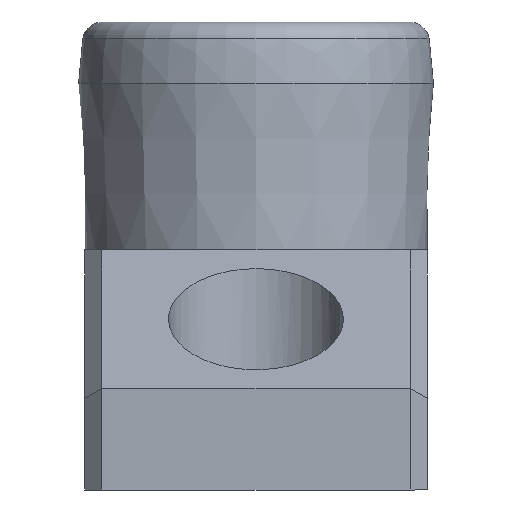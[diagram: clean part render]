
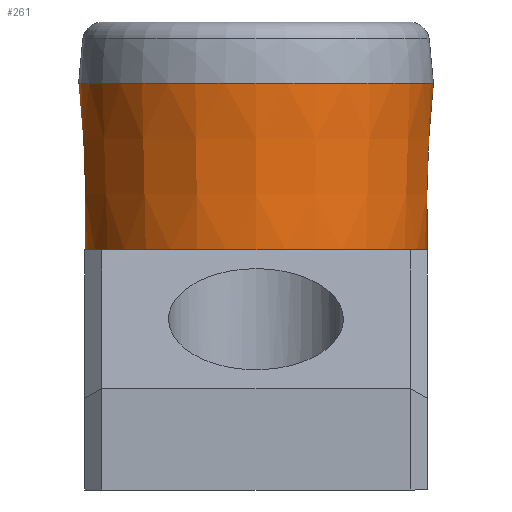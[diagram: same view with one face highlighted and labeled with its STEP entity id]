
A CAD part, left-side view. The second image highlights one B-rep face of the part: STEP entity #261.
In plain terms, the highlighted conical face has half-angle 2.031 degrees and reference radius 10.344 mm.
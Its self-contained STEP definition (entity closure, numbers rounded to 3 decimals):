
#24 = VERTEX_POINT('',#25);
#25 = CARTESIAN_POINT('',(0.,10.,14.));
#40 = VERTEX_POINT('',#41);
#41 = CARTESIAN_POINT('',(-10.,0.,14.));
#47 = EDGE_CURVE('',#40,#24,#48,.T.);
#48 = CIRCLE('',#49,10.);
#49 = AXIS2_PLACEMENT_3D('',#50,#51,#52);
#50 = CARTESIAN_POINT('',(0.,0.,14.));
#51 = DIRECTION('',(0.,0.,-1.));
#52 = DIRECTION('',(1.,0.,0.));
#261 = ADVANCED_FACE('',(#262),#306,.T.);
#262 = FACE_BOUND('',#263,.T.);
#263 = EDGE_LOOP('',(#264,#274,#281,#282,#289,#290,#299));
#264 = ORIENTED_EDGE('',*,*,#265,.F.);
#265 = EDGE_CURVE('',#266,#268,#270,.T.);
#266 = VERTEX_POINT('',#267);
#267 = CARTESIAN_POINT('',(10.344,0.,
    23.711));
#268 = VERTEX_POINT('',#269);
#269 = CARTESIAN_POINT('',(10.,0.,14.));
#270 = LINE('',#271,#272);
#271 = CARTESIAN_POINT('',(10.344,0.,
    23.711));
#272 = VECTOR('',#273,1.);
#273 = DIRECTION('',(-0.035,0.,
    -0.999));
#274 = ORIENTED_EDGE('',*,*,#275,.T.);
#275 = EDGE_CURVE('',#266,#266,#276,.T.);
#276 = CIRCLE('',#277,10.344);
#277 = AXIS2_PLACEMENT_3D('',#278,#279,#280);
#278 = CARTESIAN_POINT('',(0.,0.,23.711));
#279 = DIRECTION('',(0.,0.,-1.));
#280 = DIRECTION('',(1.,0.,0.));
#281 = ORIENTED_EDGE('',*,*,#265,.T.);
#282 = ORIENTED_EDGE('',*,*,#283,.F.);
#283 = EDGE_CURVE('',#24,#268,#284,.T.);
#284 = CIRCLE('',#285,10.);
#285 = AXIS2_PLACEMENT_3D('',#286,#287,#288);
#286 = CARTESIAN_POINT('',(0.,0.,14.));
#287 = DIRECTION('',(0.,0.,-1.));
#288 = DIRECTION('',(1.,0.,0.));
#289 = ORIENTED_EDGE('',*,*,#47,.F.);
#290 = ORIENTED_EDGE('',*,*,#291,.F.);
#291 = EDGE_CURVE('',#292,#40,#294,.T.);
#292 = VERTEX_POINT('',#293);
#293 = CARTESIAN_POINT('',(0.,-10.,14.));
#294 = CIRCLE('',#295,10.);
#295 = AXIS2_PLACEMENT_3D('',#296,#297,#298);
#296 = CARTESIAN_POINT('',(0.,0.,14.));
#297 = DIRECTION('',(0.,0.,-1.));
#298 = DIRECTION('',(1.,0.,0.));
#299 = ORIENTED_EDGE('',*,*,#300,.F.);
#300 = EDGE_CURVE('',#268,#292,#301,.T.);
#301 = CIRCLE('',#302,10.);
#302 = AXIS2_PLACEMENT_3D('',#303,#304,#305);
#303 = CARTESIAN_POINT('',(0.,0.,14.));
#304 = DIRECTION('',(0.,0.,-1.));
#305 = DIRECTION('',(1.,0.,0.));
#306 = CONICAL_SURFACE('',#307,10.344,0.035);
#307 = AXIS2_PLACEMENT_3D('',#308,#309,#310);
#308 = CARTESIAN_POINT('',(0.,0.,23.711));
#309 = DIRECTION('',(0.,0.,1.));
#310 = DIRECTION('',(1.,0.,0.));
